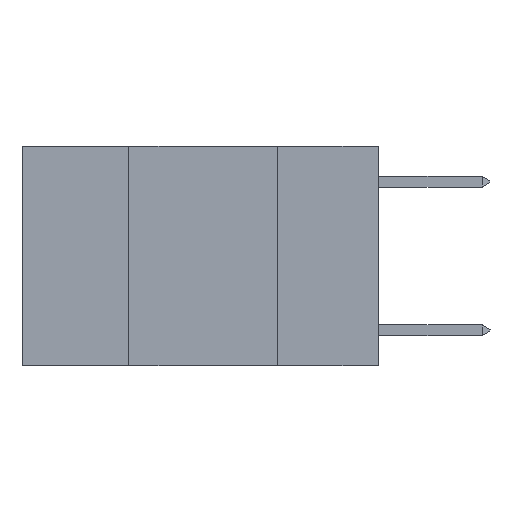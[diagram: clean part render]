
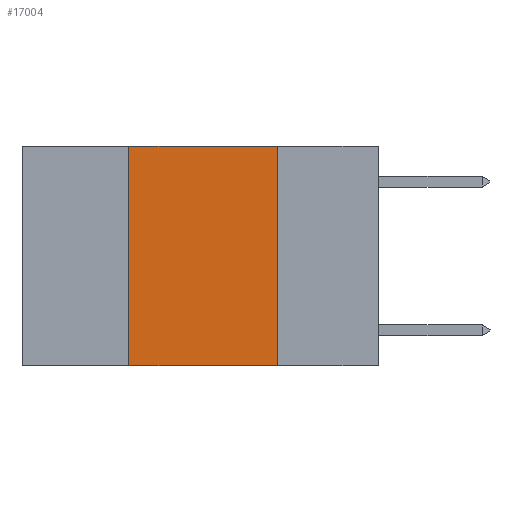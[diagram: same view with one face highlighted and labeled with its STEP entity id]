
A CAD part, left-side view. The second image highlights one B-rep face of the part: STEP entity #17004.
In plain terms, the highlighted planar face has unit normal (-1, 0, 0).
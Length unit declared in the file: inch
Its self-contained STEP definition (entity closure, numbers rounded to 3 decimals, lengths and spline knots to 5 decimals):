
#83 = LINE ( 'NONE', #2827, #3436 ) ;
#403 = VERTEX_POINT ( 'NONE', #1414 ) ;
#492 = DIRECTION ( 'NONE',  ( 0., -1., 0. ) ) ;
#1194 = PLANE ( 'NONE',  #2270 ) ;
#1304 = DIRECTION ( 'NONE',  ( 0., 0., 1. ) ) ;
#1414 = CARTESIAN_POINT ( 'NONE',  ( 0., 0.42, -0.37 ) ) ;
#1550 = VERTEX_POINT ( 'NONE', #2441 ) ;
#2270 = AXIS2_PLACEMENT_3D ( 'NONE', #20177, #12490, #2859 ) ;
#2441 = CARTESIAN_POINT ( 'NONE',  ( 0., 0.42, 0. ) ) ;
#2827 = CARTESIAN_POINT ( 'NONE',  ( 0., 0.17, 0. ) ) ;
#2859 = DIRECTION ( 'NONE',  ( 0., 0., -1. ) ) ;
#3436 = VECTOR ( 'NONE', #7749, 39.37008 ) ;
#4260 = ORIENTED_EDGE ( 'NONE', *, *, #5546, .T. ) ;
#4451 = CARTESIAN_POINT ( 'NONE',  ( 0., 0.6, -0.37 ) ) ;
#4481 = ORIENTED_EDGE ( 'NONE', *, *, #11408, .F. ) ;
#5546 = EDGE_CURVE ( 'NONE', #403, #8478, #8486, .T. ) ;
#5862 = VECTOR ( 'NONE', #492, 39.37008 ) ;
#6360 = LINE ( 'NONE', #8632, #5862 ) ;
#7749 = DIRECTION ( 'NONE',  ( 0., 0., -1. ) ) ;
#8175 = EDGE_CURVE ( 'NONE', #17283, #8478, #83, .T. ) ;
#8478 = VERTEX_POINT ( 'NONE', #20160 ) ;
#8486 = LINE ( 'NONE', #4451, #11198 ) ;
#8632 = CARTESIAN_POINT ( 'NONE',  ( 0., 0.6, 0. ) ) ;
#9421 = CARTESIAN_POINT ( 'NONE',  ( 0., 0.42, 0. ) ) ;
#9424 = ORIENTED_EDGE ( 'NONE', *, *, #8175, .F. ) ;
#11198 = VECTOR ( 'NONE', #20241, 39.37008 ) ;
#11408 = EDGE_CURVE ( 'NONE', #403, #1550, #16502, .T. ) ;
#11744 = EDGE_CURVE ( 'NONE', #1550, #17283, #6360, .T. ) ;
#12490 = DIRECTION ( 'NONE',  ( 1., 0., 0. ) ) ;
#14765 = CARTESIAN_POINT ( 'NONE',  ( 0., 0.17, 0. ) ) ;
#16502 = LINE ( 'NONE', #9421, #19650 ) ;
#17004 = ADVANCED_FACE ( 'NONE', ( #18130 ), #1194, .F. ) ;
#17283 = VERTEX_POINT ( 'NONE', #14765 ) ;
#18130 = FACE_OUTER_BOUND ( 'NONE', #19716, .T. ) ;
#18815 = ORIENTED_EDGE ( 'NONE', *, *, #11744, .F. ) ;
#19650 = VECTOR ( 'NONE', #1304, 39.37008 ) ;
#19716 = EDGE_LOOP ( 'NONE', ( #9424, #18815, #4481, #4260 ) ) ;
#20160 = CARTESIAN_POINT ( 'NONE',  ( 0., 0.17, -0.37 ) ) ;
#20177 = CARTESIAN_POINT ( 'NONE',  ( 0., 0.6, 0. ) ) ;
#20241 = DIRECTION ( 'NONE',  ( 0., -1., 0. ) ) ;
